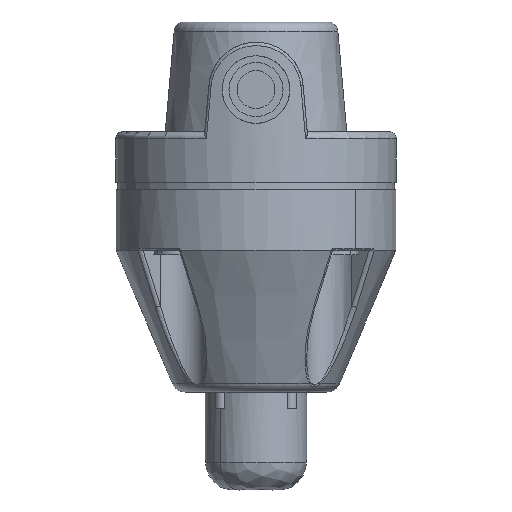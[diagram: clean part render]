
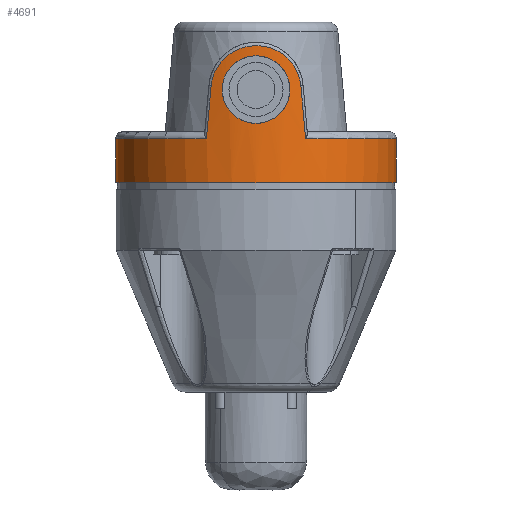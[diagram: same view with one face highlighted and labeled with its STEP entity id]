
A CAD part, front view. The second image highlights one B-rep face of the part: STEP entity #4691.
In plain terms, the highlighted cylindrical face has radius 41.5 mm (diameter 83 mm), a partial arc.
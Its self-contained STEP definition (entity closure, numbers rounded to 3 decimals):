
#570=CARTESIAN_POINT('',(13.27,-39.321,28.633));
#571=CARTESIAN_POINT('',(13.427,-39.268,26.883));
#572=CARTESIAN_POINT('',(13.74,-39.16,23.391));
#573=CARTESIAN_POINT('',(14.207,-38.993,18.179));
#574=CARTESIAN_POINT('',(14.517,-38.878,14.723));
#575=CARTESIAN_POINT('',(14.672,-38.82,13.));
#577=CARTESIAN_POINT('',(0.,0.,13.));
#578=DIRECTION('',(0.,0.,1.));
#579=DIRECTION('',(0.354,-0.935,0.));
#580=AXIS2_PLACEMENT_3D('',#577,#578,#579);
#582=CARTESIAN_POINT('',(0.,0.,13.));
#583=DIRECTION('',(0.,0.,1.));
#584=DIRECTION('',(1.,-0.003,0.));
#585=AXIS2_PLACEMENT_3D('',#582,#583,#584);
#587=DIRECTION('',(0.,0.,-1.));
#588=VECTOR('',#587,13.);
#589=CARTESIAN_POINT('',(41.5,0.,13.));
#590=LINE('',#589,#588);
#591=DIRECTION('',(0.,0.,1.));
#592=VECTOR('',#591,13.);
#593=CARTESIAN_POINT('',(-41.5,0.,0.));
#594=LINE('',#593,#592);
#595=CARTESIAN_POINT('',(0.,0.,13.));
#596=DIRECTION('',(0.,0.,1.));
#597=DIRECTION('',(-1.,0.,0.));
#598=AXIS2_PLACEMENT_3D('',#595,#596,#597);
#600=CARTESIAN_POINT('',(-14.672,-38.82,13.));
#601=CARTESIAN_POINT('',(-14.517,-38.878,14.724));
#602=CARTESIAN_POINT('',(-14.207,-38.993,18.18));
#603=CARTESIAN_POINT('',(-13.74,-39.16,23.391));
#604=CARTESIAN_POINT('',(-13.427,-39.268,26.883));
#605=CARTESIAN_POINT('',(-13.27,-39.321,28.633));
#625=CARTESIAN_POINT('',(13.27,-39.321,28.633));
#626=CARTESIAN_POINT('',(13.243,-39.33,29.262));
#627=CARTESIAN_POINT('',(13.023,-39.405,30.589));
#628=CARTESIAN_POINT('',(12.165,-39.683,32.938));
#629=CARTESIAN_POINT('',(10.859,-40.063,35.19));
#630=CARTESIAN_POINT('',(9.277,-40.465,36.919));
#631=CARTESIAN_POINT('',(7.101,-40.912,38.621));
#632=CARTESIAN_POINT('',(4.561,-41.278,39.811));
#633=CARTESIAN_POINT('',(1.842,-41.488,40.465));
#634=CARTESIAN_POINT('',(-0.793,-41.52,
40.561));
#635=CARTESIAN_POINT('',(-3.474,-41.384,40.144));
#636=CARTESIAN_POINT('',(-6.102,-41.075,39.162));
#637=CARTESIAN_POINT('',(-8.414,-40.657,37.689));
#638=CARTESIAN_POINT('',(-10.377,-40.196,35.815));
#639=CARTESIAN_POINT('',(-11.976,-39.742,33.413));
#640=CARTESIAN_POINT('',(-12.975,-39.421,30.765));
#641=CARTESIAN_POINT('',(-13.238,-39.332,29.318));
#642=CARTESIAN_POINT('',(-13.27,-39.321,28.633));
#644=CARTESIAN_POINT('',(-14.672,-38.82,13.));
#673=CARTESIAN_POINT('',(0.,0.,0.));
#674=DIRECTION('',(0.,0.,1.));
#675=DIRECTION('',(-1.,0.,0.));
#676=AXIS2_PLACEMENT_3D('',#673,#674,#675);
#1995=CARTESIAN_POINT('',(0.,-41.5,37.5));
#1996=CARTESIAN_POINT('',(0.736,-41.5,37.5));
#1997=CARTESIAN_POINT('',(2.215,-41.46,37.337));
#1998=CARTESIAN_POINT('',(4.346,-41.289,36.6));
#1999=CARTESIAN_POINT('',(6.276,-41.036,35.396));
#2000=CARTESIAN_POINT('',(7.895,-40.751,33.778));
#2001=CARTESIAN_POINT('',(9.101,-40.494,31.845));
#2002=CARTESIAN_POINT('',(9.836,-40.318,29.717));
#2003=CARTESIAN_POINT('',(10.082,-40.257,27.499));
#2004=CARTESIAN_POINT('',(9.836,-40.319,25.28));
#2005=CARTESIAN_POINT('',(9.099,-40.494,23.152));
#2006=CARTESIAN_POINT('',(7.893,-40.751,21.22));
#2007=CARTESIAN_POINT('',(6.274,-41.036,19.603));
#2008=CARTESIAN_POINT('',(4.343,-41.289,18.398));
#2009=CARTESIAN_POINT('',(2.212,-41.46,17.663));
#2010=CARTESIAN_POINT('',(0.735,-41.5,17.5));
#2011=CARTESIAN_POINT('',(0.,-41.5,17.5));
#2043=CARTESIAN_POINT('',(0.,-41.5,17.5));
#2044=CARTESIAN_POINT('',(-0.733,-41.5,17.5));
#2045=CARTESIAN_POINT('',(-2.21,-41.461,
17.66));
#2046=CARTESIAN_POINT('',(-4.375,-41.286,
18.412));
#2047=CARTESIAN_POINT('',(-6.287,-41.034,
19.616));
#2048=CARTESIAN_POINT('',(-7.881,-40.753,
21.209));
#2049=CARTESIAN_POINT('',(-9.087,-40.497,
23.123));
#2050=CARTESIAN_POINT('',(-9.839,-40.318,
25.287));
#2051=CARTESIAN_POINT('',(-10.,-40.277,26.766));
#2052=CARTESIAN_POINT('',(-10.,-40.277,27.5));
#2054=CARTESIAN_POINT('',(-10.,-40.277,27.5));
#2055=CARTESIAN_POINT('',(-10.,-40.277,28.232));
#2056=CARTESIAN_POINT('',(-9.841,-40.317,
29.707));
#2057=CARTESIAN_POINT('',(-9.089,-40.497,
31.874));
#2058=CARTESIAN_POINT('',(-7.885,-40.752,
33.785));
#2059=CARTESIAN_POINT('',(-6.295,-41.033,
35.377));
#2060=CARTESIAN_POINT('',(-4.384,-41.285,
36.584));
#2061=CARTESIAN_POINT('',(-2.216,-41.461,
37.339));
#2062=CARTESIAN_POINT('',(-0.735,-41.5,37.5));
#2063=CARTESIAN_POINT('',(0.,-41.5,37.5));
#3422=VERTEX_POINT('',#644);
#3423=CARTESIAN_POINT('',(-41.5,0.,13.));
#3424=VERTEX_POINT('',#3423);
#3455=CARTESIAN_POINT('',(41.5,0.,13.));
#3457=VERTEX_POINT('',#3455);
#3459=CARTESIAN_POINT('',(41.5,-0.109,13.));
#3460=VERTEX_POINT('',#3459);
#3461=CARTESIAN_POINT('',(14.672,-38.82,13.));
#3462=VERTEX_POINT('',#3461);
#3464=CARTESIAN_POINT('',(-41.5,0.,0.));
#3465=VERTEX_POINT('',#3464);
#3466=CARTESIAN_POINT('',(41.5,0.,0.));
#3467=VERTEX_POINT('',#3466);
#3472=VERTEX_POINT('',#570);
#3473=VERTEX_POINT('',#605);
#3474=VERTEX_POINT('',#1995);
#3475=VERTEX_POINT('',#2011);
#3476=VERTEX_POINT('',#2054);
#4663=CARTESIAN_POINT('',(0.,0.,40.519));
#4664=DIRECTION('',(0.,0.,-1.));
#4665=DIRECTION('',(1.,0.,0.));
#4666=AXIS2_PLACEMENT_3D('',#4663,#4664,#4665);
#4667=CYLINDRICAL_SURFACE('',#4666,41.5);
#4669=ORIENTED_EDGE('',*,*,#4668,.F.);
#4671=ORIENTED_EDGE('',*,*,#4670,.T.);
#4672=ORIENTED_EDGE('',*,*,#4427,.T.);
#4673=ORIENTED_EDGE('',*,*,#4425,.T.);
#4674=ORIENTED_EDGE('',*,*,#4461,.T.);
#4676=ORIENTED_EDGE('',*,*,#4675,.F.);
#4677=ORIENTED_EDGE('',*,*,#4457,.T.);
#4678=ORIENTED_EDGE('',*,*,#4287,.T.);
#4680=ORIENTED_EDGE('',*,*,#4679,.T.);
#4681=EDGE_LOOP('',(#4669,#4671,#4672,#4673,#4674,#4676,#4677,#4678,#4680));
#4682=FACE_OUTER_BOUND('',#4681,.F.);
#4684=ORIENTED_EDGE('',*,*,#4683,.F.);
#4686=ORIENTED_EDGE('',*,*,#4685,.F.);
#4688=ORIENTED_EDGE('',*,*,#4687,.F.);
#4689=EDGE_LOOP('',(#4684,#4686,#4688));
#4690=FACE_BOUND('',#4689,.F.);
#576=B_SPLINE_CURVE_WITH_KNOTS('',3,(#570,#571,#572,#573,#574,#575),
.UNSPECIFIED.,.F.,.F.,(4,1,1,4),(0.,0.333,0.667,1.),
.UNSPECIFIED.);
#581=CIRCLE('',#580,41.5);
#586=CIRCLE('',#585,41.5);
#599=CIRCLE('',#598,41.5);
#606=B_SPLINE_CURVE_WITH_KNOTS('',3,(#600,#601,#602,#603,#604,#605),
.UNSPECIFIED.,.F.,.F.,(4,1,1,4),(0.,0.333,0.667,1.),
.UNSPECIFIED.);
#643=B_SPLINE_CURVE_WITH_KNOTS('',3,(#625,#626,#627,#628,#629,#630,#631,#632,
#633,#634,#635,#636,#637,#638,#639,#640,#641,#642),.UNSPECIFIED.,.F.,.F.,(4,1,1,
1,1,1,1,1,1,1,1,1,1,1,1,4),(0.,0.067,0.133,0.2,
0.267,0.333,0.4,0.467,0.533,
0.6,0.667,0.733,0.8,0.867,
0.933,1.),.UNSPECIFIED.);
#677=CIRCLE('',#676,41.5);
#2012=B_SPLINE_CURVE_WITH_KNOTS('',3,(#1995,#1996,#1997,#1998,#1999,#2000,#2001,
#2002,#2003,#2004,#2005,#2006,#2007,#2008,#2009,#2010,#2011),.UNSPECIFIED.,.F.,
.F.,(4,1,1,1,1,1,1,1,1,1,1,1,1,1,4),(0.,0.071,0.143,
0.214,0.286,0.357,0.429,0.5,
0.571,0.643,0.714,0.786,
0.857,0.929,1.),.UNSPECIFIED.);
#2053=B_SPLINE_CURVE_WITH_KNOTS('',3,(#2043,#2044,#2045,#2046,#2047,#2048,#2049,
#2050,#2051,#2052),.UNSPECIFIED.,.F.,.F.,(4,1,1,1,1,1,1,4),(0.,
0.143,0.286,0.429,0.571,
0.714,0.857,1.),.UNSPECIFIED.);
#2064=B_SPLINE_CURVE_WITH_KNOTS('',3,(#2054,#2055,#2056,#2057,#2058,#2059,#2060,
#2061,#2062,#2063),.UNSPECIFIED.,.F.,.F.,(4,1,1,1,1,1,1,4),(0.,
0.143,0.286,0.429,0.571,
0.714,0.857,1.),.UNSPECIFIED.);
#4287=EDGE_CURVE('',#3424,#3422,#599,.T.);
#4425=EDGE_CURVE('',#3460,#3457,#586,.T.);
#4427=EDGE_CURVE('',#3462,#3460,#581,.T.);
#4457=EDGE_CURVE('',#3465,#3424,#594,.T.);
#4461=EDGE_CURVE('',#3457,#3467,#590,.T.);
#4668=EDGE_CURVE('',#3472,#3473,#643,.T.);
#4670=EDGE_CURVE('',#3472,#3462,#576,.T.);
#4675=EDGE_CURVE('',#3465,#3467,#677,.T.);
#4679=EDGE_CURVE('',#3422,#3473,#606,.T.);
#4683=EDGE_CURVE('',#3474,#3475,#2012,.T.);
#4685=EDGE_CURVE('',#3476,#3474,#2064,.T.);
#4687=EDGE_CURVE('',#3475,#3476,#2053,.T.);
#4691=ADVANCED_FACE('',(#4682,#4690),#4667,.T.);
